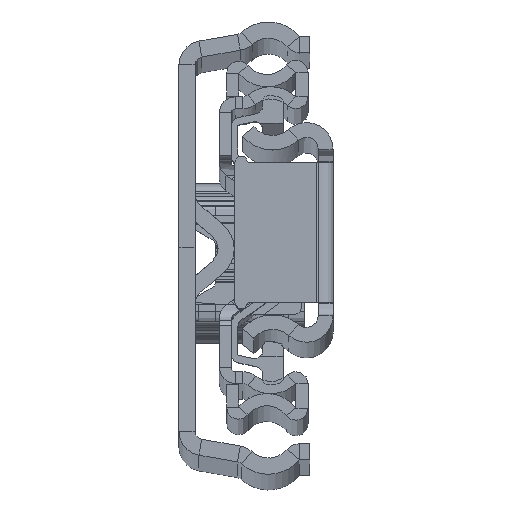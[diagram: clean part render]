
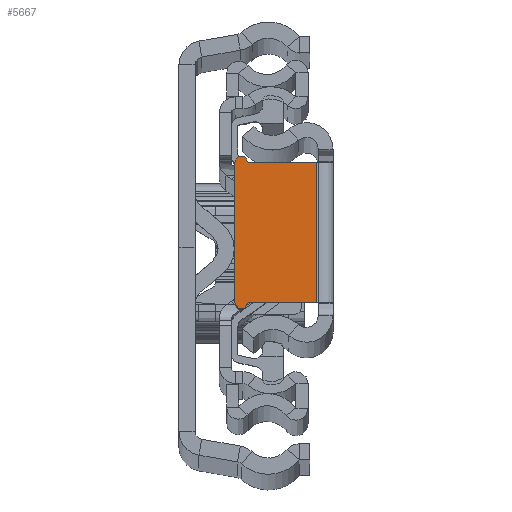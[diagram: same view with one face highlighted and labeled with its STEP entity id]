
A CAD part, top view. The second image highlights one B-rep face of the part: STEP entity #5667.
In plain terms, the highlighted planar face has unit normal (0, 0, 1).
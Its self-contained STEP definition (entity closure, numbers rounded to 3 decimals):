
#1146 = CARTESIAN_POINT ( 'NONE',  ( -12.2, -8.65, 0. ) ) ;
#3651 = CARTESIAN_POINT ( 'NONE',  ( -2., 0., 0. ) ) ;
#4236 = ORIENTED_EDGE ( 'NONE', *, *, #9407, .T. ) ;
#5142 = EDGE_CURVE ( 'NONE', #8286, #24447, #15979, .T. ) ;
#5620 = DIRECTION ( 'NONE',  ( 0., 0., 1. ) ) ;
#5667 = ADVANCED_FACE ( 'NONE', ( #22285 ), #17708, .T. ) ;
#5750 = CARTESIAN_POINT ( 'NONE',  ( -2., -8.65, 0. ) ) ;
#5940 = ORIENTED_EDGE ( 'NONE', *, *, #36733, .T. ) ;
#8286 = VERTEX_POINT ( 'NONE', #5750 ) ;
#8926 = CARTESIAN_POINT ( 'NONE',  ( -12.2, -8.65, 0. ) ) ;
#9407 = EDGE_CURVE ( 'NONE', #47630, #18074, #44933, .T. ) ;
#10574 = AXIS2_PLACEMENT_3D ( 'NONE', #38840, #47439, #13823 ) ;
#12225 = DIRECTION ( 'NONE',  ( 0., 1., 0. ) ) ;
#13823 = DIRECTION ( 'NONE',  ( 1., 0., 0. ) ) ;
#14194 = ORIENTED_EDGE ( 'NONE', *, *, #31029, .F. ) ;
#15870 = CARTESIAN_POINT ( 'NONE',  ( -1.8, 8.65, 0. ) ) ;
#15979 = LINE ( 'NONE', #3651, #51759 ) ;
#16954 = VERTEX_POINT ( 'NONE', #8926 ) ;
#17540 = LINE ( 'NONE', #1146, #40300 ) ;
#17625 = CARTESIAN_POINT ( 'NONE',  ( -12.2, 8.65, 0. ) ) ;
#17708 = PLANE ( 'NONE',  #24548 ) ;
#18074 = VERTEX_POINT ( 'NONE', #26126 ) ;
#18429 = EDGE_CURVE ( 'NONE', #47630, #24447, #31740, .T. ) ;
#18453 = ORIENTED_EDGE ( 'NONE', *, *, #45540, .F. ) ;
#22057 = VECTOR ( 'NONE', #45885, 1000. ) ;
#22285 = FACE_OUTER_BOUND ( 'NONE', #36854, .T. ) ;
#24447 = VERTEX_POINT ( 'NONE', #24595 ) ;
#24548 = AXIS2_PLACEMENT_3D ( 'NONE', #45966, #5620, #38167 ) ;
#24595 = CARTESIAN_POINT ( 'NONE',  ( -2., 8.65, 0. ) ) ;
#24697 = VERTEX_POINT ( 'NONE', #26990 ) ;
#25883 = DIRECTION ( 'NONE',  ( -1., 0., 0. ) ) ;
#26126 = CARTESIAN_POINT ( 'NONE',  ( -12.2, 8.65, 0. ) ) ;
#26990 = CARTESIAN_POINT ( 'NONE',  ( -10.5, -8.65, 0. ) ) ;
#27556 = VECTOR ( 'NONE', #36589, 1000. ) ;
#28484 = ORIENTED_EDGE ( 'NONE', *, *, #18429, .F. ) ;
#30022 = AXIS2_PLACEMENT_3D ( 'NONE', #31316, #52776, #48492 ) ;
#31029 = EDGE_CURVE ( 'NONE', #8286, #24697, #17540, .T. ) ;
#31316 = CARTESIAN_POINT ( 'NONE',  ( -11.35, -8.65, 0. ) ) ;
#31740 = LINE ( 'NONE', #15870, #27556 ) ;
#34764 = ORIENTED_EDGE ( 'NONE', *, *, #5142, .T. ) ;
#36589 = DIRECTION ( 'NONE',  ( 1., 0., 0. ) ) ;
#36733 = EDGE_CURVE ( 'NONE', #16954, #24697, #42931, .T. ) ;
#36854 = EDGE_LOOP ( 'NONE', ( #18453, #5940, #14194, #34764, #28484, #4236 ) ) ;
#38167 = DIRECTION ( 'NONE',  ( 1., 0., 0. ) ) ;
#38840 = CARTESIAN_POINT ( 'NONE',  ( -11.35, 8.65, 0. ) ) ;
#40300 = VECTOR ( 'NONE', #25883, 1000. ) ;
#42931 = CIRCLE ( 'NONE', #30022, 0.85 ) ;
#44933 = CIRCLE ( 'NONE', #10574, 0.85 ) ;
#45540 = EDGE_CURVE ( 'NONE', #16954, #18074, #46134, .T. ) ;
#45768 = CARTESIAN_POINT ( 'NONE',  ( -10.5, 8.65, 0. ) ) ;
#45885 = DIRECTION ( 'NONE',  ( 0., 1., 0. ) ) ;
#45966 = CARTESIAN_POINT ( 'NONE',  ( 0., 0., 0. ) ) ;
#46134 = LINE ( 'NONE', #17625, #22057 ) ;
#47439 = DIRECTION ( 'NONE',  ( 0., 0., 1. ) ) ;
#47630 = VERTEX_POINT ( 'NONE', #45768 ) ;
#48492 = DIRECTION ( 'NONE',  ( -1., 0., 0. ) ) ;
#51759 = VECTOR ( 'NONE', #12225, 1000. ) ;
#52776 = DIRECTION ( 'NONE',  ( 0., 0., 1. ) ) ;
